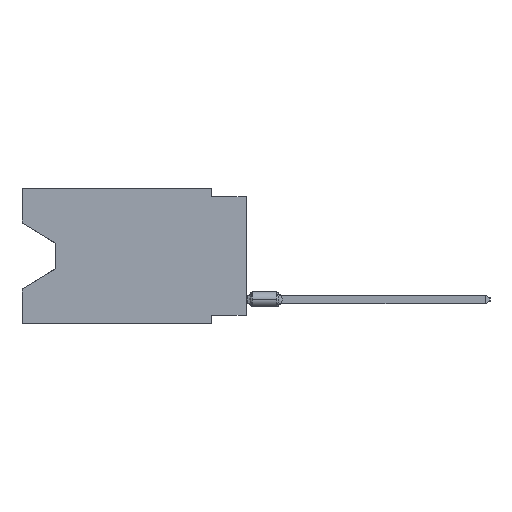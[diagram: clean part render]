
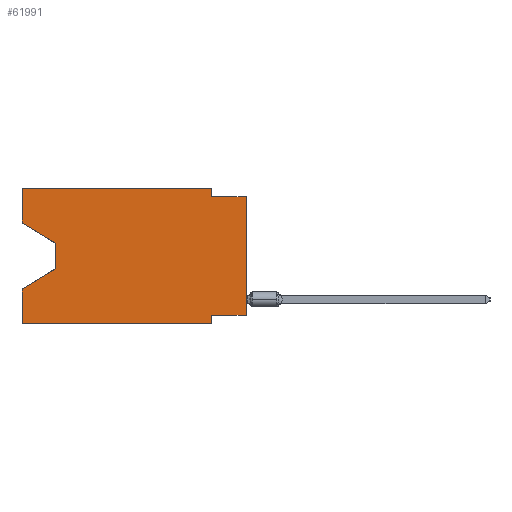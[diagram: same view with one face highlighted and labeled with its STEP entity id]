
A CAD part, left-side view. The second image highlights one B-rep face of the part: STEP entity #61991.
In plain terms, the highlighted planar face has unit normal (-1, 0, 0).
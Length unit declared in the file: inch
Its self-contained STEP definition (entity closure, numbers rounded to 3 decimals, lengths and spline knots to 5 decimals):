
#592 = CARTESIAN_POINT ( 'NONE',  ( 0., 0.645, -0.39 ) ) ;
#1778 = VERTEX_POINT ( 'NONE', #66366 ) ;
#2037 = EDGE_CURVE ( 'NONE', #7814, #1778, #16636, .T. ) ;
#2663 = CARTESIAN_POINT ( 'NONE',  ( 0., 0.645, -0.10025 ) ) ;
#2747 = LINE ( 'NONE', #47248, #38657 ) ;
#3024 = LINE ( 'NONE', #15114, #18204 ) ;
#3180 = CARTESIAN_POINT ( 'NONE',  ( 0., 0., -0.025 ) ) ;
#3684 = LINE ( 'NONE', #17065, #33720 ) ;
#4348 = EDGE_CURVE ( 'NONE', #13014, #7814, #50385, .T. ) ;
#4559 = CARTESIAN_POINT ( 'NONE',  ( 0., 0.55, -0.232 ) ) ;
#4752 = ORIENTED_EDGE ( 'NONE', *, *, #17466, .F. ) ;
#5469 = ORIENTED_EDGE ( 'NONE', *, *, #46244, .T. ) ;
#7814 = VERTEX_POINT ( 'NONE', #4559 ) ;
#10231 = VERTEX_POINT ( 'NONE', #82736 ) ;
#10650 = VERTEX_POINT ( 'NONE', #3180 ) ;
#11060 = ORIENTED_EDGE ( 'NONE', *, *, #78533, .T. ) ;
#13014 = VERTEX_POINT ( 'NONE', #26732 ) ;
#13071 = PLANE ( 'NONE',  #23402 ) ;
#14338 = ORIENTED_EDGE ( 'NONE', *, *, #2037, .T. ) ;
#14840 = DIRECTION ( 'NONE',  ( 0., 0., -1. ) ) ;
#14984 = VECTOR ( 'NONE', #76753, 39.37008 ) ;
#15114 = CARTESIAN_POINT ( 'NONE',  ( 0., 0., -0.365 ) ) ;
#16620 = EDGE_CURVE ( 'NONE', #28637, #60207, #50262, .T. ) ;
#16636 = LINE ( 'NONE', #42988, #82321 ) ;
#17057 = DIRECTION ( 'NONE',  ( 0., 0.855, -0.519 ) ) ;
#17065 = CARTESIAN_POINT ( 'NONE',  ( 0., 0.1, 0. ) ) ;
#17466 = EDGE_CURVE ( 'NONE', #10231, #66883, #3024, .T. ) ;
#18204 = VECTOR ( 'NONE', #22013, 39.37008 ) ;
#18707 = DIRECTION ( 'NONE',  ( 1., 0., 0. ) ) ;
#20615 = DIRECTION ( 'NONE',  ( 0., -1., 0. ) ) ;
#22013 = DIRECTION ( 'NONE',  ( 0., 1., 0. ) ) ;
#22419 = EDGE_CURVE ( 'NONE', #33522, #32453, #3684, .T. ) ;
#23402 = AXIS2_PLACEMENT_3D ( 'NONE', #59301, #18707, #27323 ) ;
#24243 = LINE ( 'NONE', #83853, #81098 ) ;
#25988 = LINE ( 'NONE', #44565, #74067 ) ;
#26732 = CARTESIAN_POINT ( 'NONE',  ( 0., 0.55, -0.158 ) ) ;
#27323 = DIRECTION ( 'NONE',  ( 0., 0., -1. ) ) ;
#28637 = VERTEX_POINT ( 'NONE', #2663 ) ;
#29927 = LINE ( 'NONE', #62340, #36085 ) ;
#32102 = FACE_OUTER_BOUND ( 'NONE', #46793, .T. ) ;
#32232 = EDGE_CURVE ( 'NONE', #32453, #10650, #25988, .T. ) ;
#32453 = VERTEX_POINT ( 'NONE', #60073 ) ;
#33425 = VECTOR ( 'NONE', #80326, 39.37008 ) ;
#33522 = VERTEX_POINT ( 'NONE', #46718 ) ;
#33720 = VECTOR ( 'NONE', #49880, 39.37008 ) ;
#36085 = VECTOR ( 'NONE', #76562, 39.37008 ) ;
#36117 = ORIENTED_EDGE ( 'NONE', *, *, #40323, .F. ) ;
#36453 = EDGE_CURVE ( 'NONE', #66883, #65915, #2747, .T. ) ;
#37021 = CARTESIAN_POINT ( 'NONE',  ( 0., 0.55, -0.158 ) ) ;
#38154 = ORIENTED_EDGE ( 'NONE', *, *, #32232, .F. ) ;
#38657 = VECTOR ( 'NONE', #14840, 39.37008 ) ;
#38801 = ORIENTED_EDGE ( 'NONE', *, *, #36453, .F. ) ;
#39743 = LINE ( 'NONE', #46647, #33425 ) ;
#40323 = EDGE_CURVE ( 'NONE', #60207, #33522, #39743, .T. ) ;
#42988 = CARTESIAN_POINT ( 'NONE',  ( 0., 0.55, -0.232 ) ) ;
#43968 = ORIENTED_EDGE ( 'NONE', *, *, #51336, .F. ) ;
#44565 = CARTESIAN_POINT ( 'NONE',  ( 0., 0., -0.025 ) ) ;
#44945 = DIRECTION ( 'NONE',  ( 0., -0.855, -0.519 ) ) ;
#46244 = EDGE_CURVE ( 'NONE', #10231, #10650, #74806, .T. ) ;
#46647 = CARTESIAN_POINT ( 'NONE',  ( 0., 0.645, 0. ) ) ;
#46718 = CARTESIAN_POINT ( 'NONE',  ( 0., 0.1, 0. ) ) ;
#46793 = EDGE_LOOP ( 'NONE', ( #79725, #71754, #14338, #43968, #11060, #38801, #4752, #5469, #38154, #70170, #36117, #52601 ) ) ;
#47200 = VECTOR ( 'NONE', #20615, 39.37008 ) ;
#47248 = CARTESIAN_POINT ( 'NONE',  ( 0., 0.1, -0.39 ) ) ;
#47366 = CARTESIAN_POINT ( 'NONE',  ( 0., 0.645, -0.39 ) ) ;
#49880 = DIRECTION ( 'NONE',  ( 0., 0., -1. ) ) ;
#50262 = LINE ( 'NONE', #63254, #63583 ) ;
#50385 = LINE ( 'NONE', #37021, #14984 ) ;
#51336 = EDGE_CURVE ( 'NONE', #60383, #1778, #29927, .T. ) ;
#52601 = ORIENTED_EDGE ( 'NONE', *, *, #16620, .F. ) ;
#53419 = LINE ( 'NONE', #47366, #47200 ) ;
#56628 = CARTESIAN_POINT ( 'NONE',  ( 0., 0., 0. ) ) ;
#56753 = DIRECTION ( 'NONE',  ( 0., 0., 1. ) ) ;
#59301 = CARTESIAN_POINT ( 'NONE',  ( 0., 0.645, 0. ) ) ;
#60073 = CARTESIAN_POINT ( 'NONE',  ( 0., 0.1, -0.025 ) ) ;
#60207 = VERTEX_POINT ( 'NONE', #61963 ) ;
#60383 = VERTEX_POINT ( 'NONE', #592 ) ;
#60618 = EDGE_CURVE ( 'NONE', #28637, #13014, #24243, .T. ) ;
#61396 = DIRECTION ( 'NONE',  ( 0., 0., 1. ) ) ;
#61963 = CARTESIAN_POINT ( 'NONE',  ( 0., 0.645, 0. ) ) ;
#61991 = ADVANCED_FACE ( 'NONE', ( #32102 ), #13071, .F. ) ;
#62340 = CARTESIAN_POINT ( 'NONE',  ( 0., 0.645, 0. ) ) ;
#62526 = CARTESIAN_POINT ( 'NONE',  ( 0., 0.1, -0.39 ) ) ;
#63254 = CARTESIAN_POINT ( 'NONE',  ( 0., 0.645, 0. ) ) ;
#63583 = VECTOR ( 'NONE', #56753, 39.37008 ) ;
#65915 = VERTEX_POINT ( 'NONE', #62526 ) ;
#66366 = CARTESIAN_POINT ( 'NONE',  ( 0., 0.645, -0.28975 ) ) ;
#66883 = VERTEX_POINT ( 'NONE', #77712 ) ;
#70170 = ORIENTED_EDGE ( 'NONE', *, *, #22419, .F. ) ;
#70914 = DIRECTION ( 'NONE',  ( 0., -1., 0. ) ) ;
#71754 = ORIENTED_EDGE ( 'NONE', *, *, #4348, .T. ) ;
#74067 = VECTOR ( 'NONE', #70914, 39.37008 ) ;
#74806 = LINE ( 'NONE', #56628, #78203 ) ;
#76562 = DIRECTION ( 'NONE',  ( 0., 0., 1. ) ) ;
#76753 = DIRECTION ( 'NONE',  ( 0., 0., -1. ) ) ;
#77712 = CARTESIAN_POINT ( 'NONE',  ( 0., 0.1, -0.365 ) ) ;
#78203 = VECTOR ( 'NONE', #61396, 39.37008 ) ;
#78533 = EDGE_CURVE ( 'NONE', #60383, #65915, #53419, .T. ) ;
#79725 = ORIENTED_EDGE ( 'NONE', *, *, #60618, .T. ) ;
#80326 = DIRECTION ( 'NONE',  ( 0., -1., 0. ) ) ;
#81098 = VECTOR ( 'NONE', #44945, 39.37008 ) ;
#82321 = VECTOR ( 'NONE', #17057, 39.37008 ) ;
#82736 = CARTESIAN_POINT ( 'NONE',  ( 0., 0., -0.365 ) ) ;
#83853 = CARTESIAN_POINT ( 'NONE',  ( 0., 0.645, -0.10025 ) ) ;
